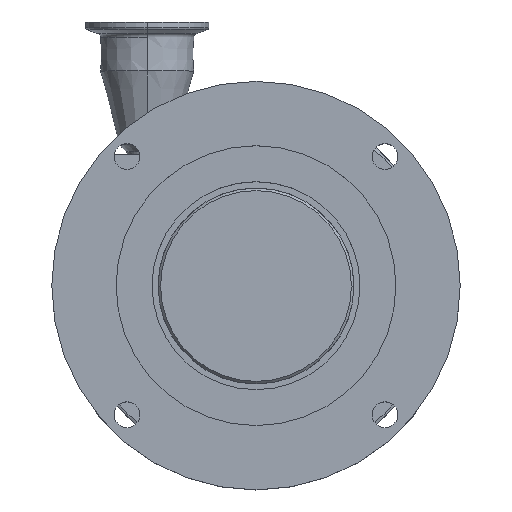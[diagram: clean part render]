
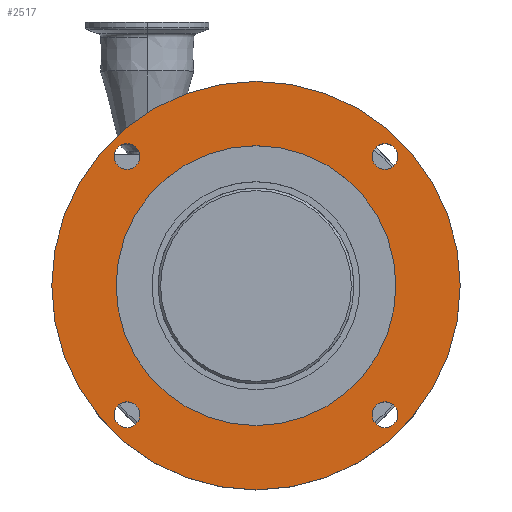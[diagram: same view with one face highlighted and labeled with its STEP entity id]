
A CAD part, top view. The second image highlights one B-rep face of the part: STEP entity #2517.
In plain terms, the highlighted planar face has unit normal (0, 0, 1).
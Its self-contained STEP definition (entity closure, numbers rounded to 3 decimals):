
#19 = CARTESIAN_POINT ( 'NONE',  ( 58.009, -52.759, -5.5 ) ) ;
#68 = AXIS2_PLACEMENT_3D ( 'NONE', #5456, #1275, #4238 ) ;
#152 = DIRECTION ( 'NONE',  ( 0., 0., 1. ) ) ;
#277 = FACE_BOUND ( 'NONE', #4340, .T. ) ;
#353 = FACE_OUTER_BOUND ( 'NONE', #6651, .T. ) ;
#367 = CARTESIAN_POINT ( 'NONE',  ( 57.2, 0., -5.5 ) ) ;
#430 = CARTESIAN_POINT ( 'NONE',  ( 47.509, -52.759, -5.5 ) ) ;
#530 = ORIENTED_EDGE ( 'NONE', *, *, #5590, .F. ) ;
#636 = CARTESIAN_POINT ( 'NONE',  ( -52.759, -52.759, -5.5 ) ) ;
#675 = DIRECTION ( 'NONE',  ( 1., 0., 0. ) ) ;
#707 = ORIENTED_EDGE ( 'NONE', *, *, #5937, .F. ) ;
#841 = EDGE_CURVE ( 'NONE', #5982, #2502, #1581, .T. ) ;
#846 = CARTESIAN_POINT ( 'NONE',  ( -47.509, -52.759, -5.5 ) ) ;
#903 = EDGE_CURVE ( 'NONE', #1921, #3386, #4228, .T. ) ;
#1032 = DIRECTION ( 'NONE',  ( 0., 0., 1. ) ) ;
#1145 = PLANE ( 'NONE',  #68 ) ;
#1147 = CIRCLE ( 'NONE', #6199, 5.25 ) ;
#1240 = AXIS2_PLACEMENT_3D ( 'NONE', #4741, #4158, #7124 ) ;
#1275 = DIRECTION ( 'NONE',  ( 0., 0., 1. ) ) ;
#1280 = CIRCLE ( 'NONE', #5927, 5.25 ) ;
#1361 = DIRECTION ( 'NONE',  ( 0., 0., 1. ) ) ;
#1373 = CIRCLE ( 'NONE', #1240, 57.2 ) ;
#1399 = CARTESIAN_POINT ( 'NONE',  ( -52.759, 52.759, -5.5 ) ) ;
#1404 = CARTESIAN_POINT ( 'NONE',  ( 0., 0., -5.5 ) ) ;
#1453 = DIRECTION ( 'NONE',  ( 0., 0., 1. ) ) ;
#1581 = CIRCLE ( 'NONE', #2963, 5.25 ) ;
#1720 = ORIENTED_EDGE ( 'NONE', *, *, #5324, .F. ) ;
#1760 = ORIENTED_EDGE ( 'NONE', *, *, #5470, .F. ) ;
#1798 = CIRCLE ( 'NONE', #5807, 5.25 ) ;
#1803 = ORIENTED_EDGE ( 'NONE', *, *, #903, .T. ) ;
#1857 = CIRCLE ( 'NONE', #4862, 83.5 ) ;
#1916 = AXIS2_PLACEMENT_3D ( 'NONE', #636, #152, #7337 ) ;
#1921 = VERTEX_POINT ( 'NONE', #5030 ) ;
#1931 = DIRECTION ( 'NONE',  ( 0., 0., 1. ) ) ;
#1949 = EDGE_CURVE ( 'NONE', #3386, #1921, #1857, .T. ) ;
#2050 = CARTESIAN_POINT ( 'NONE',  ( 52.759, 52.759, -5.5 ) ) ;
#2053 = CARTESIAN_POINT ( 'NONE',  ( 0., 0., -5.5 ) ) ;
#2128 = DIRECTION ( 'NONE',  ( 1., 0., 0. ) ) ;
#2170 = ORIENTED_EDGE ( 'NONE', *, *, #6212, .F. ) ;
#2407 = ORIENTED_EDGE ( 'NONE', *, *, #841, .F. ) ;
#2467 = DIRECTION ( 'NONE',  ( 0., 0., 1. ) ) ;
#2502 = VERTEX_POINT ( 'NONE', #430 ) ;
#2517 = ADVANCED_FACE ( 'NONE', ( #277, #3958, #6362, #5770, #353, #7812 ), #1145, .T. ) ;
#2610 = VERTEX_POINT ( 'NONE', #6592 ) ;
#2656 = CIRCLE ( 'NONE', #4424, 5.25 ) ;
#2893 = CARTESIAN_POINT ( 'NONE',  ( 52.759, -52.759, -5.5 ) ) ;
#2963 = AXIS2_PLACEMENT_3D ( 'NONE', #4989, #6214, #3297 ) ;
#3046 = AXIS2_PLACEMENT_3D ( 'NONE', #3343, #4059, #7025 ) ;
#3260 = DIRECTION ( 'NONE',  ( 1., 0., 0. ) ) ;
#3297 = DIRECTION ( 'NONE',  ( 1., 0., 0. ) ) ;
#3343 = CARTESIAN_POINT ( 'NONE',  ( -52.759, -52.759, -5.5 ) ) ;
#3386 = VERTEX_POINT ( 'NONE', #6625 ) ;
#3398 = ORIENTED_EDGE ( 'NONE', *, *, #7313, .F. ) ;
#3603 = DIRECTION ( 'NONE',  ( 1., 0., 0. ) ) ;
#3665 = AXIS2_PLACEMENT_3D ( 'NONE', #1404, #1361, #675 ) ;
#3846 = CARTESIAN_POINT ( 'NONE',  ( 52.759, 52.759, -5.5 ) ) ;
#3958 = FACE_BOUND ( 'NONE', #6578, .T. ) ;
#4059 = DIRECTION ( 'NONE',  ( 0., 0., 1. ) ) ;
#4158 = DIRECTION ( 'NONE',  ( 0., 0., 1. ) ) ;
#4228 = CIRCLE ( 'NONE', #4478, 83.5 ) ;
#4238 = DIRECTION ( 'NONE',  ( 1., 0., 0. ) ) ;
#4302 = EDGE_CURVE ( 'NONE', #4876, #6706, #1373, .T. ) ;
#4309 = CIRCLE ( 'NONE', #1916, 5.25 ) ;
#4333 = DIRECTION ( 'NONE',  ( 1., 0., 0. ) ) ;
#4340 = EDGE_LOOP ( 'NONE', ( #707, #1720 ) ) ;
#4344 = EDGE_LOOP ( 'NONE', ( #5506, #7066 ) ) ;
#4424 = AXIS2_PLACEMENT_3D ( 'NONE', #5659, #5698, #3260 ) ;
#4466 = DIRECTION ( 'NONE',  ( 0., 0., 1. ) ) ;
#4478 = AXIS2_PLACEMENT_3D ( 'NONE', #2053, #1453, #7460 ) ;
#4560 = CIRCLE ( 'NONE', #3046, 5.25 ) ;
#4741 = CARTESIAN_POINT ( 'NONE',  ( 0., 0., -5.5 ) ) ;
#4862 = AXIS2_PLACEMENT_3D ( 'NONE', #4992, #6295, #2128 ) ;
#4876 = VERTEX_POINT ( 'NONE', #6267 ) ;
#4886 = EDGE_LOOP ( 'NONE', ( #3398, #5223 ) ) ;
#4929 = AXIS2_PLACEMENT_3D ( 'NONE', #2893, #1032, #3603 ) ;
#4989 = CARTESIAN_POINT ( 'NONE',  ( 52.759, -52.759, -5.5 ) ) ;
#4992 = CARTESIAN_POINT ( 'NONE',  ( 0., 0., -5.5 ) ) ;
#5030 = CARTESIAN_POINT ( 'NONE',  ( -83.5, 0., -5.5 ) ) ;
#5103 = CARTESIAN_POINT ( 'NONE',  ( 58.009, 52.759, -5.5 ) ) ;
#5173 = CIRCLE ( 'NONE', #4929, 5.25 ) ;
#5223 = ORIENTED_EDGE ( 'NONE', *, *, #7289, .F. ) ;
#5282 = VERTEX_POINT ( 'NONE', #846 ) ;
#5324 = EDGE_CURVE ( 'NONE', #5830, #6989, #2656, .T. ) ;
#5456 = CARTESIAN_POINT ( 'NONE',  ( 0., 0., -5.5 ) ) ;
#5470 = EDGE_CURVE ( 'NONE', #2502, #5982, #5173, .T. ) ;
#5506 = ORIENTED_EDGE ( 'NONE', *, *, #5567, .F. ) ;
#5567 = EDGE_CURVE ( 'NONE', #6706, #4876, #7682, .T. ) ;
#5590 = EDGE_CURVE ( 'NONE', #6024, #5282, #4309, .T. ) ;
#5616 = DIRECTION ( 'NONE',  ( 1., 0., 0. ) ) ;
#5659 = CARTESIAN_POINT ( 'NONE',  ( -52.759, 52.759, -5.5 ) ) ;
#5698 = DIRECTION ( 'NONE',  ( 0., 0., 1. ) ) ;
#5770 = FACE_BOUND ( 'NONE', #4886, .T. ) ;
#5807 = AXIS2_PLACEMENT_3D ( 'NONE', #2050, #2467, #5616 ) ;
#5830 = VERTEX_POINT ( 'NONE', #6472 ) ;
#5927 = AXIS2_PLACEMENT_3D ( 'NONE', #1399, #4466, #6856 ) ;
#5937 = EDGE_CURVE ( 'NONE', #6989, #5830, #1280, .T. ) ;
#5982 = VERTEX_POINT ( 'NONE', #19 ) ;
#5984 = CARTESIAN_POINT ( 'NONE',  ( -58.009, -52.759, -5.5 ) ) ;
#6024 = VERTEX_POINT ( 'NONE', #5984 ) ;
#6199 = AXIS2_PLACEMENT_3D ( 'NONE', #3846, #1931, #4333 ) ;
#6212 = EDGE_CURVE ( 'NONE', #5282, #6024, #4560, .T. ) ;
#6214 = DIRECTION ( 'NONE',  ( 0., 0., 1. ) ) ;
#6267 = CARTESIAN_POINT ( 'NONE',  ( -57.2, 0., -5.5 ) ) ;
#6295 = DIRECTION ( 'NONE',  ( 0., 0., 1. ) ) ;
#6362 = FACE_BOUND ( 'NONE', #6713, .T. ) ;
#6472 = CARTESIAN_POINT ( 'NONE',  ( -58.009, 52.759, -5.5 ) ) ;
#6578 = EDGE_LOOP ( 'NONE', ( #2170, #530 ) ) ;
#6592 = CARTESIAN_POINT ( 'NONE',  ( 47.509, 52.759, -5.5 ) ) ;
#6619 = ORIENTED_EDGE ( 'NONE', *, *, #1949, .T. ) ;
#6625 = CARTESIAN_POINT ( 'NONE',  ( 83.5, 0., -5.5 ) ) ;
#6651 = EDGE_LOOP ( 'NONE', ( #6619, #1803 ) ) ;
#6706 = VERTEX_POINT ( 'NONE', #367 ) ;
#6713 = EDGE_LOOP ( 'NONE', ( #2407, #1760 ) ) ;
#6856 = DIRECTION ( 'NONE',  ( 1., 0., 0. ) ) ;
#6924 = VERTEX_POINT ( 'NONE', #5103 ) ;
#6943 = CARTESIAN_POINT ( 'NONE',  ( -47.509, 52.759, -5.5 ) ) ;
#6989 = VERTEX_POINT ( 'NONE', #6943 ) ;
#7025 = DIRECTION ( 'NONE',  ( 1., 0., 0. ) ) ;
#7066 = ORIENTED_EDGE ( 'NONE', *, *, #4302, .F. ) ;
#7124 = DIRECTION ( 'NONE',  ( 1., 0., 0. ) ) ;
#7289 = EDGE_CURVE ( 'NONE', #2610, #6924, #1798, .T. ) ;
#7313 = EDGE_CURVE ( 'NONE', #6924, #2610, #1147, .T. ) ;
#7337 = DIRECTION ( 'NONE',  ( 1., 0., 0. ) ) ;
#7460 = DIRECTION ( 'NONE',  ( 1., 0., 0. ) ) ;
#7682 = CIRCLE ( 'NONE', #3665, 57.2 ) ;
#7812 = FACE_BOUND ( 'NONE', #4344, .T. ) ;
